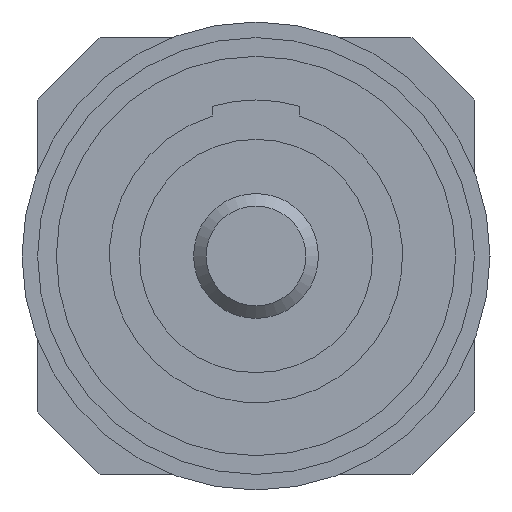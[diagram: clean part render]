
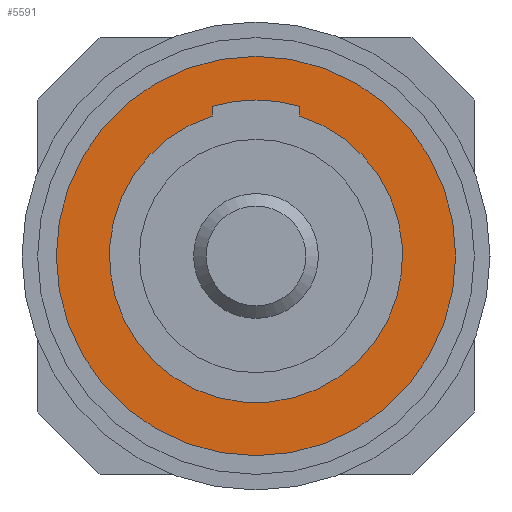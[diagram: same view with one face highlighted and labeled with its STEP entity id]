
A CAD part, left-side view. The second image highlights one B-rep face of the part: STEP entity #5591.
In plain terms, the highlighted face is planar.
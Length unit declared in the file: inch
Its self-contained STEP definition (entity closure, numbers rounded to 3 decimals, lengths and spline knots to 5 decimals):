
#230 = CARTESIAN_POINT ( 'NONE',  ( -0.11217, 0.185, 0.035 ) ) ;
#257 = ORIENTED_EDGE ( 'NONE', *, *, #624, .F. ) ;
#454 = DIRECTION ( 'NONE',  ( 1., 0., 0. ) ) ;
#478 = DIRECTION ( 'NONE',  ( 0., 1., 0. ) ) ;
#567 = AXIS2_PLACEMENT_3D ( 'NONE', #10488, #478, #12311 ) ;
#624 = EDGE_CURVE ( 'NONE', #5006, #12700, #12449, .T. ) ;
#866 = VERTEX_POINT ( 'NONE', #12602 ) ;
#1091 = DIRECTION ( 'NONE',  ( 0., 0., 1. ) ) ;
#1522 = AXIS2_PLACEMENT_3D ( 'NONE', #3626, #5664, #12081 ) ;
#1963 = ORIENTED_EDGE ( 'NONE', *, *, #3095, .F. ) ;
#2022 = VECTOR ( 'NONE', #5522, 39.37008 ) ;
#2401 = ORIENTED_EDGE ( 'NONE', *, *, #6643, .F. ) ;
#2481 = VECTOR ( 'NONE', #454, 39.37008 ) ;
#3095 = EDGE_CURVE ( 'NONE', #866, #5006, #6515, .T. ) ;
#3563 = CARTESIAN_POINT ( 'NONE',  ( 0., 0.185, 0.16 ) ) ;
#3626 = CARTESIAN_POINT ( 'NONE',  ( 0., 0.185, 0. ) ) ;
#4367 = EDGE_LOOP ( 'NONE', ( #9127 ) ) ;
#4639 = ORIENTED_EDGE ( 'NONE', *, *, #7696, .F. ) ;
#4972 = CIRCLE ( 'NONE', #567, 0.1175 ) ;
#5006 = VERTEX_POINT ( 'NONE', #12660 ) ;
#5283 = DIRECTION ( 'NONE',  ( 0., 1., 0. ) ) ;
#5450 = PLANE ( 'NONE',  #6860 ) ;
#5522 = DIRECTION ( 'NONE',  ( -1., 0., 0. ) ) ;
#5591 = ADVANCED_FACE ( 'NONE', ( #9420, #7634 ), #5450, .T. ) ;
#5664 = DIRECTION ( 'NONE',  ( 0., 1., 0. ) ) ;
#6091 = CARTESIAN_POINT ( 'NONE',  ( 0., 0.185, 0. ) ) ;
#6515 = LINE ( 'NONE', #10475, #2022 ) ;
#6573 = CIRCLE ( 'NONE', #7830, 0.16 ) ;
#6643 = EDGE_CURVE ( 'NONE', #9622, #866, #4972, .T. ) ;
#6860 = AXIS2_PLACEMENT_3D ( 'NONE', #7433, #10470, #10535 ) ;
#7433 = CARTESIAN_POINT ( 'NONE',  ( 0., 0.185, 0. ) ) ;
#7634 = FACE_BOUND ( 'NONE', #10721, .T. ) ;
#7696 = EDGE_CURVE ( 'NONE', #12700, #9622, #10388, .T. ) ;
#7830 = AXIS2_PLACEMENT_3D ( 'NONE', #6091, #5283, #1091 ) ;
#9127 = ORIENTED_EDGE ( 'NONE', *, *, #12154, .T. ) ;
#9420 = FACE_OUTER_BOUND ( 'NONE', #4367, .T. ) ;
#9604 = CARTESIAN_POINT ( 'NONE',  ( -0.11217, 0.185, 0.035 ) ) ;
#9622 = VERTEX_POINT ( 'NONE', #230 ) ;
#10388 = LINE ( 'NONE', #9604, #2481 ) ;
#10470 = DIRECTION ( 'NONE',  ( 0., 1., 0. ) ) ;
#10475 = CARTESIAN_POINT ( 'NONE',  ( -0.11217, 0.185, -0.035 ) ) ;
#10488 = CARTESIAN_POINT ( 'NONE',  ( 0., 0.185, 0. ) ) ;
#10535 = DIRECTION ( 'NONE',  ( 0., 0., 1. ) ) ;
#10721 = EDGE_LOOP ( 'NONE', ( #1963, #2401, #4639, #257 ) ) ;
#11578 = VERTEX_POINT ( 'NONE', #3563 ) ;
#12081 = DIRECTION ( 'NONE',  ( 0., 0., 1. ) ) ;
#12154 = EDGE_CURVE ( 'NONE', #11578, #11578, #6573, .T. ) ;
#12311 = DIRECTION ( 'NONE',  ( 0., 0., 1. ) ) ;
#12449 = CIRCLE ( 'NONE', #1522, 0.125 ) ;
#12450 = CARTESIAN_POINT ( 'NONE',  ( -0.12, 0.185, 0.035 ) ) ;
#12602 = CARTESIAN_POINT ( 'NONE',  ( -0.11217, 0.185, -0.035 ) ) ;
#12660 = CARTESIAN_POINT ( 'NONE',  ( -0.12, 0.185, -0.035 ) ) ;
#12700 = VERTEX_POINT ( 'NONE', #12450 ) ;
